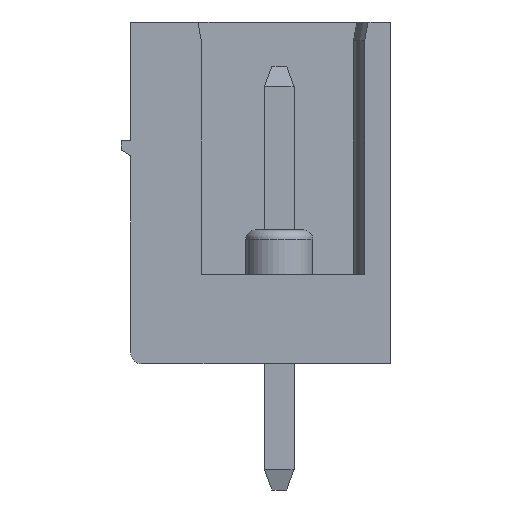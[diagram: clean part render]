
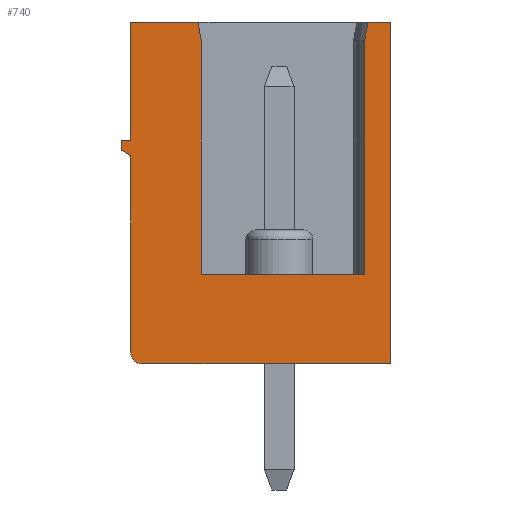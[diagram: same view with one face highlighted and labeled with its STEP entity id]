
A CAD part, left-side view. The second image highlights one B-rep face of the part: STEP entity #740.
In plain terms, the highlighted planar face has unit normal (-1, 0, 0).
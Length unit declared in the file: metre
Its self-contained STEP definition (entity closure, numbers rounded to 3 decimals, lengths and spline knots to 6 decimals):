
#740=ADVANCED_FACE('',(#2028),#2029,.F.);
#2028=FACE_OUTER_BOUND('',#3896,.T.);
#2029=PLANE('',#3897);
#3896=EDGE_LOOP('',(#6065,#6066,#6067,#6068,#6069,#6070,#6071,#6072,#6073,#6074,#6075,#6076,#6077,#6078,#6079));
#3897=AXIS2_PLACEMENT_3D('',#6080,#6081,#6082);
#6065=ORIENTED_EDGE('',*,*,#11319,.T.);
#6066=ORIENTED_EDGE('',*,*,#11320,.F.);
#6067=ORIENTED_EDGE('',*,*,#11321,.F.);
#6068=ORIENTED_EDGE('',*,*,#11322,.F.);
#6069=ORIENTED_EDGE('',*,*,#11267,.T.);
#6070=ORIENTED_EDGE('',*,*,#11174,.T.);
#6071=ORIENTED_EDGE('',*,*,#11135,.F.);
#6072=ORIENTED_EDGE('',*,*,#11303,.T.);
#6073=ORIENTED_EDGE('',*,*,#11225,.F.);
#6074=ORIENTED_EDGE('',*,*,#11323,.F.);
#6075=ORIENTED_EDGE('',*,*,#11324,.F.);
#6076=ORIENTED_EDGE('',*,*,#11325,.F.);
#6077=ORIENTED_EDGE('',*,*,#11326,.F.);
#6078=ORIENTED_EDGE('',*,*,#11327,.F.);
#6079=ORIENTED_EDGE('',*,*,#11328,.F.);
#6080=CARTESIAN_POINT('',(-1.086627,0.01086,0.000933));
#6081=DIRECTION('',(1.0,0.0,0.0));
#6082=DIRECTION('',(0.0,1.0,-0.0));
#11135=EDGE_CURVE('',#13308,#13310,#13311,.T.);
#11174=EDGE_CURVE('',#13377,#13310,#13378,.T.);
#11225=EDGE_CURVE('',#13451,#13453,#13454,.T.);
#11267=EDGE_CURVE('',#13511,#13377,#13512,.T.);
#11303=EDGE_CURVE('',#13308,#13453,#13558,.T.);
#11319=EDGE_CURVE('',#13575,#13576,#13577,.F.);
#11320=EDGE_CURVE('',#13578,#13576,#13579,.T.);
#11321=EDGE_CURVE('',#13580,#13578,#13581,.T.);
#11322=EDGE_CURVE('',#13511,#13580,#13582,.T.);
#11323=EDGE_CURVE('',#13583,#13451,#13584,.T.);
#11324=EDGE_CURVE('',#13585,#13583,#13586,.T.);
#11325=EDGE_CURVE('',#13587,#13585,#13588,.T.);
#11326=EDGE_CURVE('',#13589,#13587,#13590,.T.);
#11327=EDGE_CURVE('',#13591,#13589,#13592,.T.);
#11328=EDGE_CURVE('',#13575,#13591,#13593,.T.);
#13308=VERTEX_POINT('',#16468);
#13310=VERTEX_POINT('',#16471);
#13311=LINE('',#16472,#16473);
#13377=VERTEX_POINT('',#16569);
#13378=LINE('',#16570,#16571);
#13451=VERTEX_POINT('',#16680);
#13453=VERTEX_POINT('',#16683);
#13454=LINE('',#16684,#16685);
#13511=VERTEX_POINT('',#16769);
#13512=LINE('',#16770,#16771);
#13558=LINE('',#16842,#16843);
#13575=VERTEX_POINT('',#16867);
#13576=VERTEX_POINT('',#16868);
#13577=CIRCLE('',#16869,0.0003);
#13578=VERTEX_POINT('',#16870);
#13579=LINE('',#16871,#16872);
#13580=VERTEX_POINT('',#16873);
#13581=LINE('',#16874,#16875);
#13582=LINE('',#16876,#16877);
#13583=VERTEX_POINT('',#16878);
#13584=LINE('',#16879,#16880);
#13585=VERTEX_POINT('',#16881);
#13586=LINE('',#16882,#16883);
#13587=VERTEX_POINT('',#16884);
#13588=LINE('',#16885,#16886);
#13589=VERTEX_POINT('',#16887);
#13590=LINE('',#16888,#16889);
#13591=VERTEX_POINT('',#16890);
#13592=LINE('',#16891,#16892);
#13593=LINE('',#16893,#16894);
#16468=CARTESIAN_POINT('',(-1.086627,0.00896,-0.005867));
#16471=CARTESIAN_POINT('',(-1.086627,0.00456,-0.005867));
#16472=CARTESIAN_POINT('',(-1.086627,0.00386,-0.005867));
#16473=VECTOR('',#21077,1.0);
#16569=CARTESIAN_POINT('',(-1.086627,0.00456,0.000433));
#16570=CARTESIAN_POINT('',(-1.086627,0.00456,-0.005567));
#16571=VECTOR('',#21114,1.0);
#16680=CARTESIAN_POINT('',(-1.086627,0.009048,0.000933));
#16683=CARTESIAN_POINT('',(-1.086627,0.00896,0.000433));
#16684=CARTESIAN_POINT('',(-1.086627,0.009048,0.000933));
#16685=VECTOR('',#21155,1.0);
#16769=CARTESIAN_POINT('',(-1.086627,0.004471,0.000933));
#16770=CARTESIAN_POINT('',(-1.086627,0.005565,-0.005267));
#16771=VECTOR('',#21189,1.0);
#16842=CARTESIAN_POINT('',(-1.086627,0.00896,-0.005567));
#16843=VECTOR('',#21212,1.0);
#16867=CARTESIAN_POINT('',(-1.086627,0.01086,-0.007967));
#16868=CARTESIAN_POINT('',(-1.086627,0.01056,-0.008267));
#16869=AXIS2_PLACEMENT_3D('',#21223,#21224,#21225);
#16870=CARTESIAN_POINT('',(-1.086627,0.00386,-0.008267));
#16871=CARTESIAN_POINT('',(-1.086627,0.01056,-0.008267));
#16872=VECTOR('',#21226,1.0);
#16873=CARTESIAN_POINT('',(-1.086627,0.00386,0.000933));
#16874=CARTESIAN_POINT('',(-1.086627,0.00386,-0.008267));
#16875=VECTOR('',#21227,1.0);
#16876=CARTESIAN_POINT('',(-1.086627,0.00386,0.000933));
#16877=VECTOR('',#21228,1.0);
#16878=CARTESIAN_POINT('',(-1.086627,0.01086,0.000933));
#16879=CARTESIAN_POINT('',(-1.086627,0.00386,0.000933));
#16880=VECTOR('',#21229,1.0);
#16881=CARTESIAN_POINT('',(-1.086627,0.01086,-0.002267));
#16882=CARTESIAN_POINT('',(-1.086627,0.01086,0.000933));
#16883=VECTOR('',#21230,1.0);
#16884=CARTESIAN_POINT('',(-1.086627,0.01111,-0.002267));
#16885=CARTESIAN_POINT('',(-1.086627,0.01086,-0.002267));
#16886=VECTOR('',#21231,1.0);
#16887=CARTESIAN_POINT('',(-1.086627,0.01111,-0.002517));
#16888=CARTESIAN_POINT('',(-1.086627,0.01111,-0.002267));
#16889=VECTOR('',#21232,1.0);
#16890=CARTESIAN_POINT('',(-1.086627,0.01086,-0.002667));
#16891=CARTESIAN_POINT('',(-1.086627,0.01111,-0.002517));
#16892=VECTOR('',#21233,1.0);
#16893=CARTESIAN_POINT('',(-1.086627,0.01086,-0.002667));
#16894=VECTOR('',#21234,1.0);
#21077=DIRECTION('',(0.0,-1.0,0.));
#21114=DIRECTION('',(0.0,0.,-1.0));
#21155=DIRECTION('',(0.0,-0.174,-0.985));
#21189=DIRECTION('',(0.0,0.174,-0.985));
#21212=DIRECTION('',(0.0,0.,1.0));
#21223=CARTESIAN_POINT('',(-1.086627,0.01056,-0.007967));
#21224=DIRECTION('',(1.0,0.0,0.0));
#21225=DIRECTION('',(0.0,0.0,-1.0));
#21226=DIRECTION('',(0.0,1.0,0.));
#21227=DIRECTION('',(0.0,0.,-1.0));
#21228=DIRECTION('',(0.0,-1.0,0.));
#21229=DIRECTION('',(0.0,-1.0,0.));
#21230=DIRECTION('',(0.0,0.,1.0));
#21231=DIRECTION('',(0.0,-1.0,0.));
#21232=DIRECTION('',(0.0,0.,1.0));
#21233=DIRECTION('',(0.0,0.857,0.514));
#21234=DIRECTION('',(0.0,0.,1.0));
